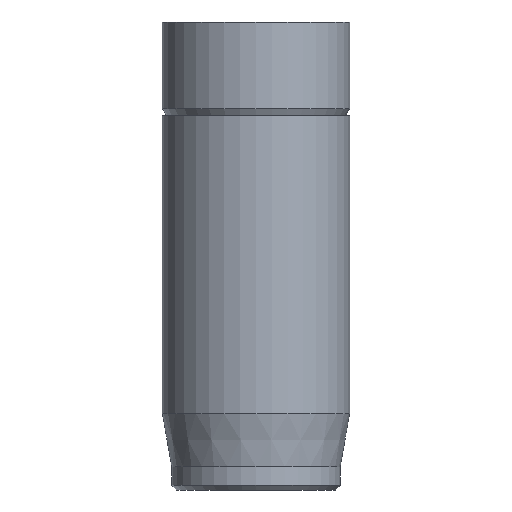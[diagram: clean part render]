
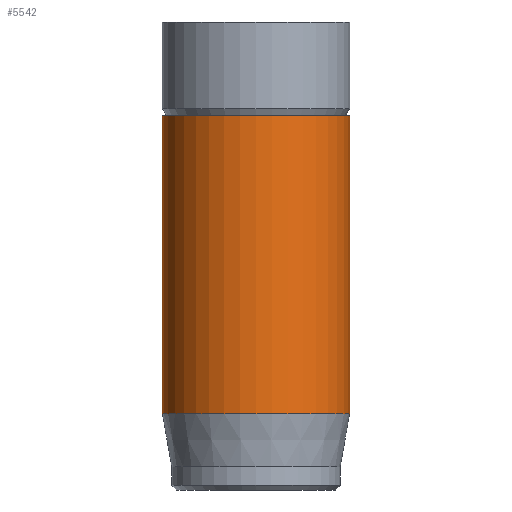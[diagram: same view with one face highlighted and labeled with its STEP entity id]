
A CAD part, front view. The second image highlights one B-rep face of the part: STEP entity #5542.
In plain terms, the highlighted cylindrical face has radius 4 mm (diameter 8 mm), a full revolution.
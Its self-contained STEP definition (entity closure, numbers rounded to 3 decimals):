
#795=CYLINDRICAL_SURFACE('',#5936,4.);
#808=FACE_OUTER_BOUND('',#1131,.T.);
#1131=EDGE_LOOP('',(#3826,#3827,#3828,#3829,#3830));
#1475=LINE('',#6780,#1895);
#1895=VECTOR('',#6107,4.);
#2312=CIRCLE('',#5918,4.);
#2321=CIRCLE('',#5934,4.);
#2322=CIRCLE('',#5935,4.);
#2334=VERTEX_POINT('',#6744);
#2343=VERTEX_POINT('',#6774);
#2344=VERTEX_POINT('',#6775);
#2916=EDGE_CURVE('',#2334,#2334,#2312,.T.);
#2930=EDGE_CURVE('',#2343,#2344,#2321,.T.);
#2931=EDGE_CURVE('',#2344,#2343,#2322,.T.);
#2933=EDGE_CURVE('',#2334,#2343,#1475,.T.);
#3826=ORIENTED_EDGE('',*,*,#2916,.T.);
#3827=ORIENTED_EDGE('',*,*,#2933,.T.);
#3828=ORIENTED_EDGE('',*,*,#2930,.T.);
#3829=ORIENTED_EDGE('',*,*,#2931,.T.);
#3830=ORIENTED_EDGE('',*,*,#2933,.F.);
#5542=ADVANCED_FACE('',(#808),#795,.T.);
#5918=AXIS2_PLACEMENT_3D('',#6745,#6063,#6064);
#5934=AXIS2_PLACEMENT_3D('',#6776,#6100,#6101);
#5935=AXIS2_PLACEMENT_3D('',#6777,#6102,#6103);
#5936=AXIS2_PLACEMENT_3D('',#6779,#6105,#6106);
#6063=DIRECTION('center_axis',(0.,0.,-1.));
#6064=DIRECTION('ref_axis',(-1.,0.,0.));
#6100=DIRECTION('center_axis',(0.,0.,1.));
#6101=DIRECTION('ref_axis',(-1.,0.,0.));
#6102=DIRECTION('center_axis',(0.,0.,1.));
#6103=DIRECTION('ref_axis',(-1.,0.,0.));
#6105=DIRECTION('center_axis',(0.,0.,1.));
#6106=DIRECTION('ref_axis',(-1.,0.,0.));
#6107=DIRECTION('',(0.,0.,-1.));
#6744=CARTESIAN_POINT('',(4.,0.,16.));
#6745=CARTESIAN_POINT('Origin',(0.,0.,16.));
#6774=CARTESIAN_POINT('',(4.,0.,3.269));
#6775=CARTESIAN_POINT('',(-4.,0.,3.269));
#6776=CARTESIAN_POINT('Origin',(0.,0.,3.269));
#6777=CARTESIAN_POINT('Origin',(0.,0.,3.269));
#6779=CARTESIAN_POINT('Origin',(0.,0.,0.));
#6780=CARTESIAN_POINT('',(4.,0.,0.));
